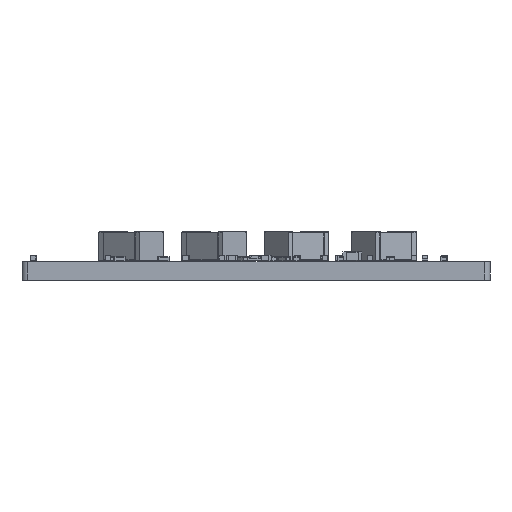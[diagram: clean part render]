
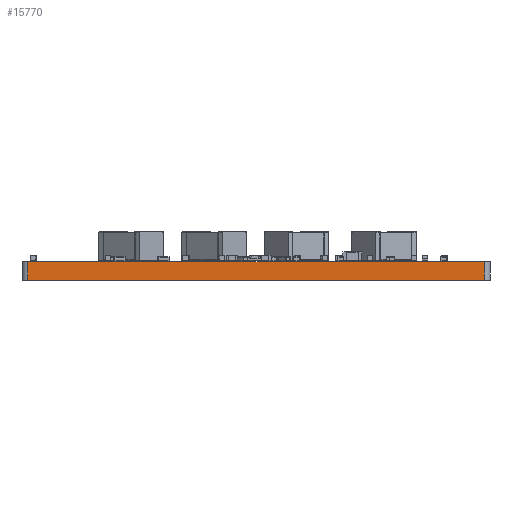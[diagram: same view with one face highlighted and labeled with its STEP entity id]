
A CAD part, front view. The second image highlights one B-rep face of the part: STEP entity #15770.
In plain terms, the highlighted planar face has unit normal (0, -1, 0).
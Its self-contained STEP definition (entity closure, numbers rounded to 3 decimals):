
#12038 = PLANE('',#12039);
#12039 = AXIS2_PLACEMENT_3D('',#12040,#12041,#12042);
#12040 = CARTESIAN_POINT('',(149.95,-120.973,1.6));
#12041 = DIRECTION('',(0.,0.,1.));
#12042 = DIRECTION('',(1.,0.,0.));
#12092 = PLANE('',#12093);
#12093 = AXIS2_PLACEMENT_3D('',#12094,#12095,#12096);
#12094 = CARTESIAN_POINT('',(149.95,-120.973,0.));
#12095 = DIRECTION('',(0.,0.,1.));
#12096 = DIRECTION('',(1.,0.,0.));
#12747 = VERTEX_POINT('',#12748);
#12748 = CARTESIAN_POINT('',(130.45,-147.775,0.));
#12763 = CYLINDRICAL_SURFACE('',#12764,0.5);
#12764 = AXIS2_PLACEMENT_3D('',#12765,#12766,#12767);
#12765 = CARTESIAN_POINT('',(130.45,-147.275,0.));
#12766 = DIRECTION('',(0.,0.,-1.));
#12767 = DIRECTION('',(1.,0.,0.));
#12775 = EDGE_CURVE('',#12747,#12776,#12778,.T.);
#12776 = VERTEX_POINT('',#12777);
#12777 = CARTESIAN_POINT('',(169.45,-147.775,0.));
#12778 = SURFACE_CURVE('',#12779,(#12783,#12790),.PCURVE_S1.);
#12779 = LINE('',#12780,#12781);
#12780 = CARTESIAN_POINT('',(130.45,-147.775,0.));
#12781 = VECTOR('',#12782,1.);
#12782 = DIRECTION('',(1.,0.,0.));
#12783 = PCURVE('',#12092,#12784);
#12784 = DEFINITIONAL_REPRESENTATION('',(#12785),#12789);
#12785 = LINE('',#12786,#12787);
#12786 = CARTESIAN_POINT('',(-19.5,-26.802));
#12787 = VECTOR('',#12788,1.);
#12788 = DIRECTION('',(1.,0.));
#12789 = ( GEOMETRIC_REPRESENTATION_CONTEXT(2) 
PARAMETRIC_REPRESENTATION_CONTEXT() REPRESENTATION_CONTEXT('2D SPACE',''
  ) );
#12790 = PCURVE('',#12791,#12796);
#12791 = PLANE('',#12792);
#12792 = AXIS2_PLACEMENT_3D('',#12793,#12794,#12795);
#12793 = CARTESIAN_POINT('',(130.45,-147.775,0.));
#12794 = DIRECTION('',(0.,1.,0.));
#12795 = DIRECTION('',(1.,0.,0.));
#12796 = DEFINITIONAL_REPRESENTATION('',(#12797),#12801);
#12797 = LINE('',#12798,#12799);
#12798 = CARTESIAN_POINT('',(0.,0.));
#12799 = VECTOR('',#12800,1.);
#12800 = DIRECTION('',(1.,0.));
#12801 = ( GEOMETRIC_REPRESENTATION_CONTEXT(2) 
PARAMETRIC_REPRESENTATION_CONTEXT() REPRESENTATION_CONTEXT('2D SPACE',''
  ) );
#12820 = CYLINDRICAL_SURFACE('',#12821,0.5);
#12821 = AXIS2_PLACEMENT_3D('',#12822,#12823,#12824);
#12822 = CARTESIAN_POINT('',(169.45,-147.275,0.));
#12823 = DIRECTION('',(0.,0.,-1.));
#12824 = DIRECTION('',(1.,0.,0.));
#14344 = VERTEX_POINT('',#14345);
#14345 = CARTESIAN_POINT('',(130.45,-147.775,1.6));
#14367 = EDGE_CURVE('',#14344,#14368,#14370,.T.);
#14368 = VERTEX_POINT('',#14369);
#14369 = CARTESIAN_POINT('',(169.45,-147.775,1.6));
#14370 = SURFACE_CURVE('',#14371,(#14375,#14382),.PCURVE_S1.);
#14371 = LINE('',#14372,#14373);
#14372 = CARTESIAN_POINT('',(130.45,-147.775,1.6));
#14373 = VECTOR('',#14374,1.);
#14374 = DIRECTION('',(1.,0.,0.));
#14375 = PCURVE('',#12038,#14376);
#14376 = DEFINITIONAL_REPRESENTATION('',(#14377),#14381);
#14377 = LINE('',#14378,#14379);
#14378 = CARTESIAN_POINT('',(-19.5,-26.802));
#14379 = VECTOR('',#14380,1.);
#14380 = DIRECTION('',(1.,0.));
#14381 = ( GEOMETRIC_REPRESENTATION_CONTEXT(2) 
PARAMETRIC_REPRESENTATION_CONTEXT() REPRESENTATION_CONTEXT('2D SPACE',''
  ) );
#14382 = PCURVE('',#12791,#14383);
#14383 = DEFINITIONAL_REPRESENTATION('',(#14384),#14388);
#14384 = LINE('',#14385,#14386);
#14385 = CARTESIAN_POINT('',(0.,-1.6));
#14386 = VECTOR('',#14387,1.);
#14387 = DIRECTION('',(1.,0.));
#14388 = ( GEOMETRIC_REPRESENTATION_CONTEXT(2) 
PARAMETRIC_REPRESENTATION_CONTEXT() REPRESENTATION_CONTEXT('2D SPACE',''
  ) );
#15720 = EDGE_CURVE('',#12776,#14368,#15721,.T.);
#15721 = SURFACE_CURVE('',#15722,(#15726,#15733),.PCURVE_S1.);
#15722 = LINE('',#15723,#15724);
#15723 = CARTESIAN_POINT('',(169.45,-147.775,0.));
#15724 = VECTOR('',#15725,1.);
#15725 = DIRECTION('',(0.,0.,1.));
#15726 = PCURVE('',#12820,#15727);
#15727 = DEFINITIONAL_REPRESENTATION('',(#15728),#15732);
#15728 = LINE('',#15729,#15730);
#15729 = CARTESIAN_POINT('',(-4.712,0.));
#15730 = VECTOR('',#15731,1.);
#15731 = DIRECTION('',(0.,-1.));
#15732 = ( GEOMETRIC_REPRESENTATION_CONTEXT(2) 
PARAMETRIC_REPRESENTATION_CONTEXT() REPRESENTATION_CONTEXT('2D SPACE',''
  ) );
#15733 = PCURVE('',#12791,#15734);
#15734 = DEFINITIONAL_REPRESENTATION('',(#15735),#15739);
#15735 = LINE('',#15736,#15737);
#15736 = CARTESIAN_POINT('',(39.,0.));
#15737 = VECTOR('',#15738,1.);
#15738 = DIRECTION('',(0.,-1.));
#15739 = ( GEOMETRIC_REPRESENTATION_CONTEXT(2) 
PARAMETRIC_REPRESENTATION_CONTEXT() REPRESENTATION_CONTEXT('2D SPACE',''
  ) );
#15770 = ADVANCED_FACE('',(#15771),#12791,.F.);
#15771 = FACE_BOUND('',#15772,.F.);
#15772 = EDGE_LOOP('',(#15773,#15794,#15795,#15796));
#15773 = ORIENTED_EDGE('',*,*,#15774,.T.);
#15774 = EDGE_CURVE('',#12747,#14344,#15775,.T.);
#15775 = SURFACE_CURVE('',#15776,(#15780,#15787),.PCURVE_S1.);
#15776 = LINE('',#15777,#15778);
#15777 = CARTESIAN_POINT('',(130.45,-147.775,0.));
#15778 = VECTOR('',#15779,1.);
#15779 = DIRECTION('',(0.,0.,1.));
#15780 = PCURVE('',#12791,#15781);
#15781 = DEFINITIONAL_REPRESENTATION('',(#15782),#15786);
#15782 = LINE('',#15783,#15784);
#15783 = CARTESIAN_POINT('',(0.,0.));
#15784 = VECTOR('',#15785,1.);
#15785 = DIRECTION('',(0.,-1.));
#15786 = ( GEOMETRIC_REPRESENTATION_CONTEXT(2) 
PARAMETRIC_REPRESENTATION_CONTEXT() REPRESENTATION_CONTEXT('2D SPACE',''
  ) );
#15787 = PCURVE('',#12763,#15788);
#15788 = DEFINITIONAL_REPRESENTATION('',(#15789),#15793);
#15789 = LINE('',#15790,#15791);
#15790 = CARTESIAN_POINT('',(-4.712,0.));
#15791 = VECTOR('',#15792,1.);
#15792 = DIRECTION('',(0.,-1.));
#15793 = ( GEOMETRIC_REPRESENTATION_CONTEXT(2) 
PARAMETRIC_REPRESENTATION_CONTEXT() REPRESENTATION_CONTEXT('2D SPACE',''
  ) );
#15794 = ORIENTED_EDGE('',*,*,#14367,.T.);
#15795 = ORIENTED_EDGE('',*,*,#15720,.F.);
#15796 = ORIENTED_EDGE('',*,*,#12775,.F.);
